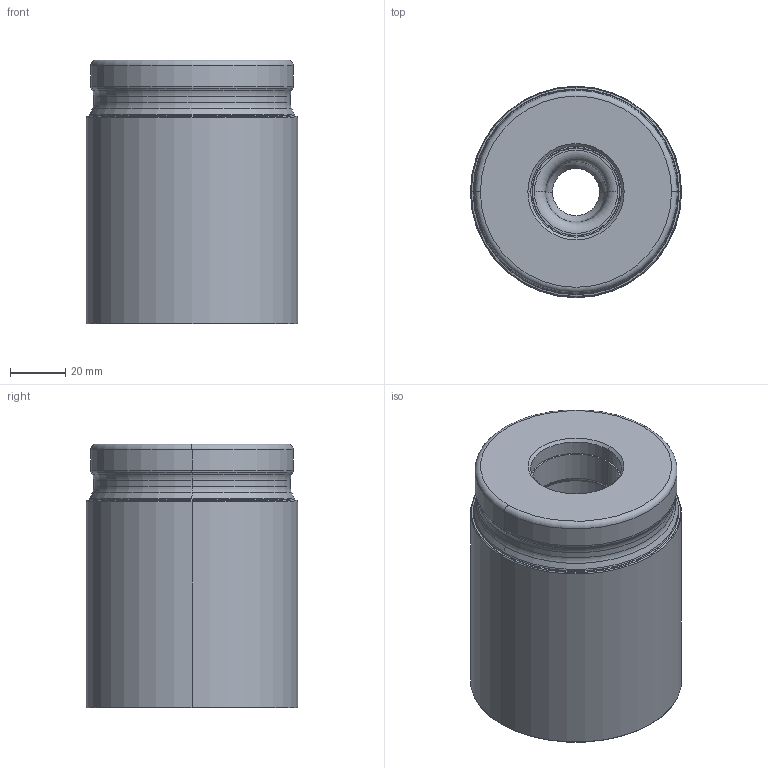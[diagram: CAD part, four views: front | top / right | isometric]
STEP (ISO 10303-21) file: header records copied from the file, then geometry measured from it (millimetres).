
FILE_DESCRIPTION(/* description */ (''),/* implementation_level */ '2;1');
FILE_NAME(/* name */ 'VPX300UR3_0005AA2835_IR0_008.stp',/* time_stamp */ '2023-03-24T14:29:28+09:00',/* author */ (''),/* organization */ (''),/* preprocessor_version */ 'ST-DEVELOPER v16',/* originating_system */ 'SIEMENS PLM Software NX 10.0',/* authorisation */ '');
FILE_SCHEMA (('AUTOMOTIVE_DESIGN { 1 0 10303 214 3 1 1 1 }'));
Length unit declared in the file: millimetre
Products named in the file (1): VPX300UR3_0005AA2835_IR0_008_ASM
Bounding box: 76.2 x 76.2 x 95.25 mm (x, y, z)
Volume: 457139.8 mm3; surface area: 71730.1 mm2
Topology: 2 solids, 2 shells, 104 faces, 284 edges, 207 vertices
Faces by surface type: torus 30, cylinder 22, cone 20, bspline 16, revolution 10, plane 6
Entity records: 4319 total; most frequent: CARTESIAN_POINT 1504, DIRECTION 638, ORIENTED_EDGE 528, AXIS2_PLACEMENT_3D 291, EDGE_CURVE 264, CIRCLE 205, VERTEX_POINT 166, EDGE_LOOP 110
